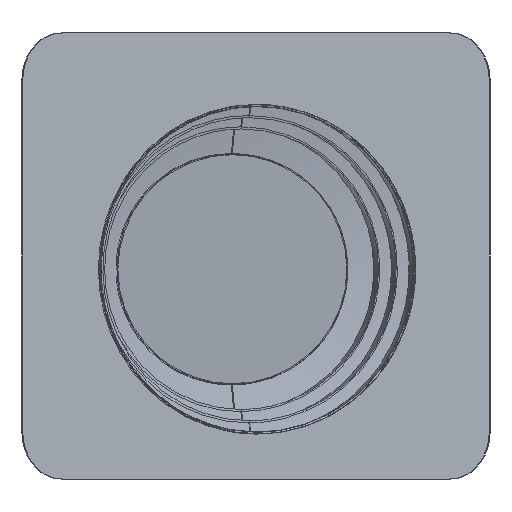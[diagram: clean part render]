
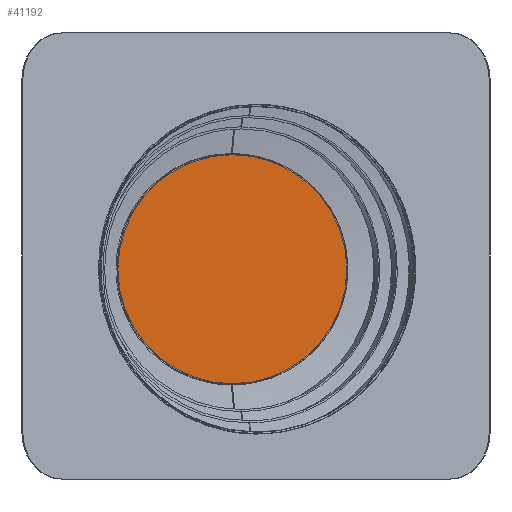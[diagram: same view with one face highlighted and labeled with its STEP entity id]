
A CAD part, front view. The second image highlights one B-rep face of the part: STEP entity #41192.
In plain terms, the highlighted planar face has unit normal (0, -1, 0).
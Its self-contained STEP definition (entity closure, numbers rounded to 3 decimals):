
#14717=CARTESIAN_POINT('',(0.,50.,0.));
#14718=DIRECTION('',(0.,-1.,0.));
#14719=DIRECTION('',(-1.,0.,0.));
#14720=AXIS2_PLACEMENT_3D('',#14717,#14718,#14719);
#14730=CARTESIAN_POINT('',(0.,50.,0.));
#14731=DIRECTION('',(0.,-1.,0.));
#14732=DIRECTION('',(1.,0.,0.));
#14733=AXIS2_PLACEMENT_3D('',#14730,#14731,#14732);
#23575=CARTESIAN_POINT('',(-124.25,50.,0.));
#23576=CARTESIAN_POINT('',(124.25,50.,0.));
#23577=VERTEX_POINT('',#23575);
#23578=VERTEX_POINT('',#23576);
#41181=CARTESIAN_POINT('',(0.,50.,0.));
#41182=DIRECTION('',(0.,-1.,0.));
#41183=DIRECTION('',(-1.,0.,0.));
#41184=AXIS2_PLACEMENT_3D('',#41181,#41182,#41183);
#41185=PLANE('',#41184);
#41187=ORIENTED_EDGE('',*,*,#41186,.F.);
#41189=ORIENTED_EDGE('',*,*,#41188,.F.);
#41190=EDGE_LOOP('',(#41187,#41189));
#41191=FACE_OUTER_BOUND('',#41190,.F.);
#41192=ADVANCED_FACE('',(#41191),#41185,.T.);
#14721=CIRCLE('',#14720,124.25);
#14734=CIRCLE('',#14733,124.25);
#41186=EDGE_CURVE('',#23577,#23578,#14721,.T.);
#41188=EDGE_CURVE('',#23578,#23577,#14734,.T.);
